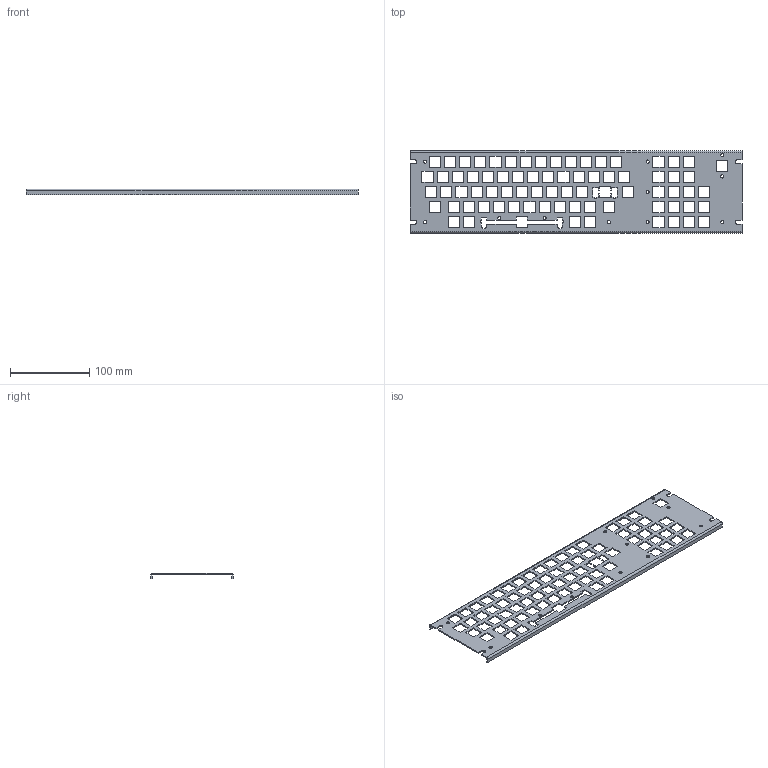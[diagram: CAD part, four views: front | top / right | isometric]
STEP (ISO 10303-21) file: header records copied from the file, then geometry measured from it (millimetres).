
FILE_DESCRIPTION (( 'STEP AP203' ), '1' );
FILE_NAME ('trs804kb-stab-15-1095-725.STEP', '2023-11-18T04:36:18', ( '' ), ( '' ), 'SwSTEP 2.0', 'SolidWorks 2022', '' );
FILE_SCHEMA (( 'CONFIG_CONTROL_DESIGN' ));
Length unit declared in the file: millimetre
Products named in the file (1): trs804kb-stab-15-1095-725
Bounding box: 418.68 x 103.7 x 7.25 mm (x, y, z)
Volume: 47679.5 mm3; surface area: 72283.5 mm2
Topology: 1 solids, 1 shells, 864 faces, 2570 edges, 1708 vertices
Faces by surface type: plane 838, cylinder 26
Entity records: 28803 total; most frequent: CARTESIAN_POINT 5143, ORIENTED_EDGE 5140, DIRECTION 4352, EDGE_CURVE 2570, LINE 2518, VECTOR 2518, VERTEX_POINT 1708, EDGE_LOOP 1038
